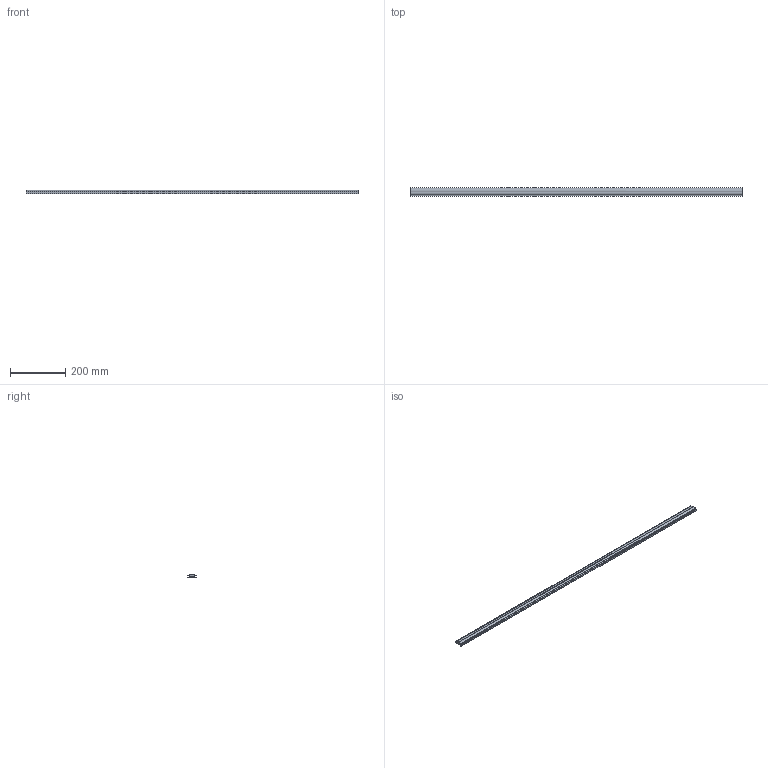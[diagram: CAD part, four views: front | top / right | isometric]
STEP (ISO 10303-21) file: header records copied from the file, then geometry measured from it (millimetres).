
FILE_DESCRIPTION (( 'STEP AP214' ), '1' );
FILE_NAME ('LN_INDV_INDIRECT_G2_LISOEV_1200.STEP', '2025-07-28T12:22:20', ( '' ), ( '' ), 'SwSTEP 2.0', 'SolidWorks 2024', '' );
FILE_SCHEMA (( 'AUTOMOTIVE_DESIGN' ));
Length unit declared in the file: millimetre
Products named in the file (1): LN_INDV_INDIRECT_G2_LISOEV_1200
Bounding box: 1200 x 30 x 11.23 mm (x, y, z)
Volume: 276882.7 mm3; surface area: 173121.7 mm2
Topology: 2 solids, 2 shells, 38 faces, 104 edges, 70 vertices
Faces by surface type: plane 29, cylinder 7, bspline 2
Entity records: 1274 total; most frequent: CARTESIAN_POINT 275, ORIENTED_EDGE 208, DIRECTION 186, EDGE_CURVE 104, LINE 84, VECTOR 84, VERTEX_POINT 70, AXIS2_PLACEMENT_3D 51
